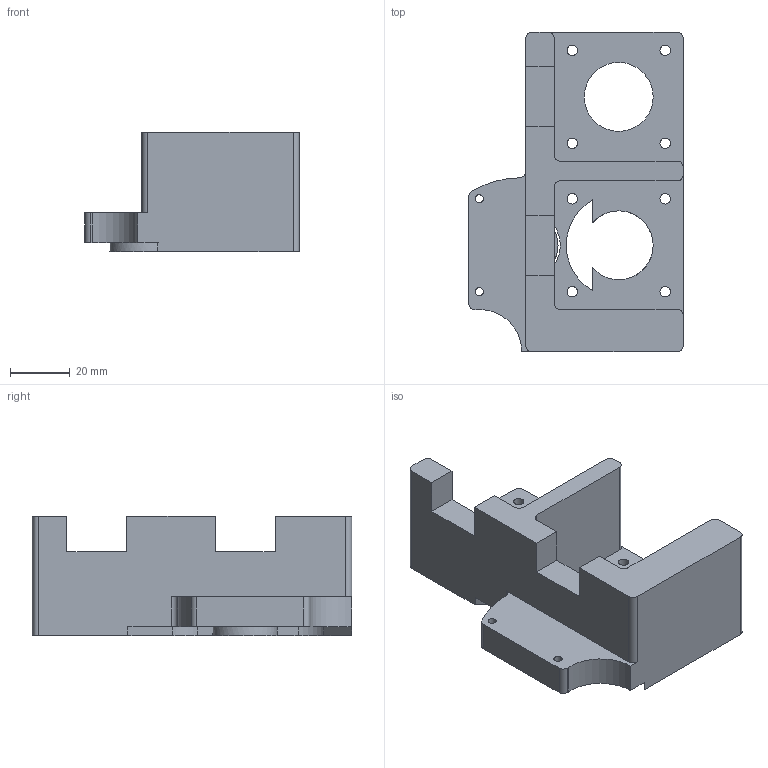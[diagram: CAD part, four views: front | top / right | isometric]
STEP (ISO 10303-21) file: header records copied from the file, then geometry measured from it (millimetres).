
FILE_DESCRIPTION(/* description */ (''),/* implementation_level */ '2;1');
FILE_NAME(/* name */ 'Soporte motores X.stp',/* time_stamp */ '2024-03-01T00:40:19+01:00',/* author */ ('Javier'),/* organization */ (''),/* preprocessor_version */ 'ST-DEVELOPER v19',/* originating_system */ 'Autodesk Inventor 2023',/* authorisation */ '');
FILE_SCHEMA (('AUTOMOTIVE_DESIGN { 1 0 10303 214 3 1 1 }'));
Length unit declared in the file: millimetre
Products named in the file (1): Soporte motores X V3
Bounding box: 71.5 x 106.5 x 39.75 mm (x, y, z)
Volume: 92565.2 mm3; surface area: 27572.4 mm2
Topology: 1 solids, 1 shells, 66 faces, 196 edges, 130 vertices
Faces by surface type: plane 33, cylinder 33
Full cylindrical faces by diameter (mm): 2.7 x2, 3.5 x8, 21.5 x1, 23 x1
Entity records: 2329 total; most frequent: DIRECTION 400, CARTESIAN_POINT 393, ORIENTED_EDGE 392, EDGE_CURVE 196, AXIS2_PLACEMENT_3D 137, VERTEX_POINT 130, LINE 126, VECTOR 126
